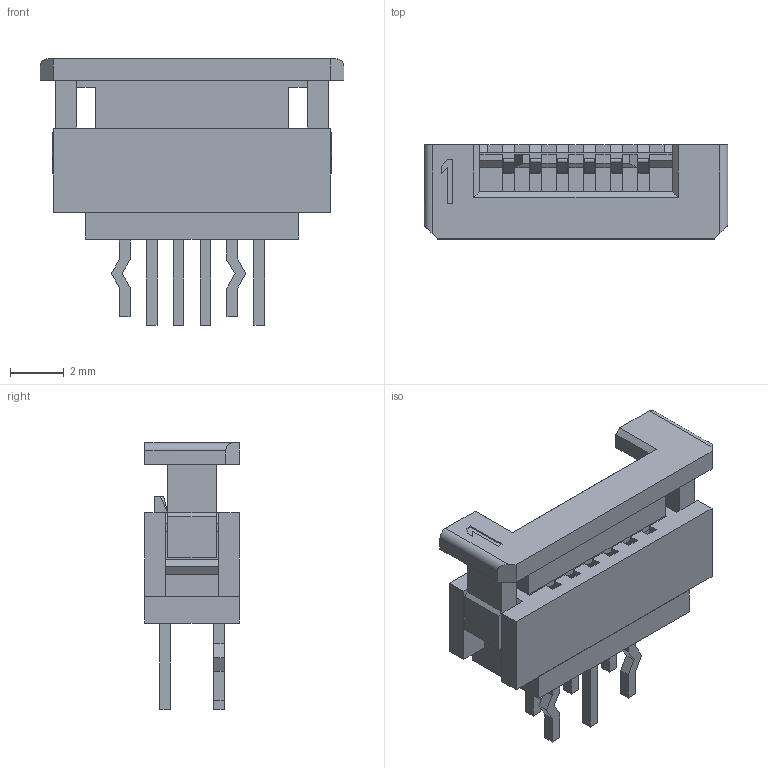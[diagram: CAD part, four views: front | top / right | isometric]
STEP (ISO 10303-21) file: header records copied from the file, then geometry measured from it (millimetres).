
FILE_DESCRIPTION((''),'2;1');
FILE_NAME('MOLEX_52030-0629.stp','2014-10-30T13:33:39',(''),(''),'Mechanical Desktop 2011','Mechanical Desktop 2011',', , ');
FILE_SCHEMA(('AUTOMOTIVE_DESIGN { 1 2 10303 214 1 1 1 1 }'));
Length unit declared in the file: millimetre
Products named in the file (1): Product
Bounding box: 11.3 x 3.5 x 9.9 mm (x, y, z)
Volume: 145.2 mm3; surface area: 570.1 mm2
Topology: 9 solids, 9 shells, 307 faces, 894 edges, 590 vertices
Faces by surface type: plane 269, cylinder 20, bspline 18
Entity records: 10036 total; most frequent: CARTESIAN_POINT 1846, ORIENTED_EDGE 1788, DIRECTION 1514, EDGE_CURVE 894, VECTOR 854, LINE 854, VERTEX_POINT 590, AXIS2_PLACEMENT_3D 330
